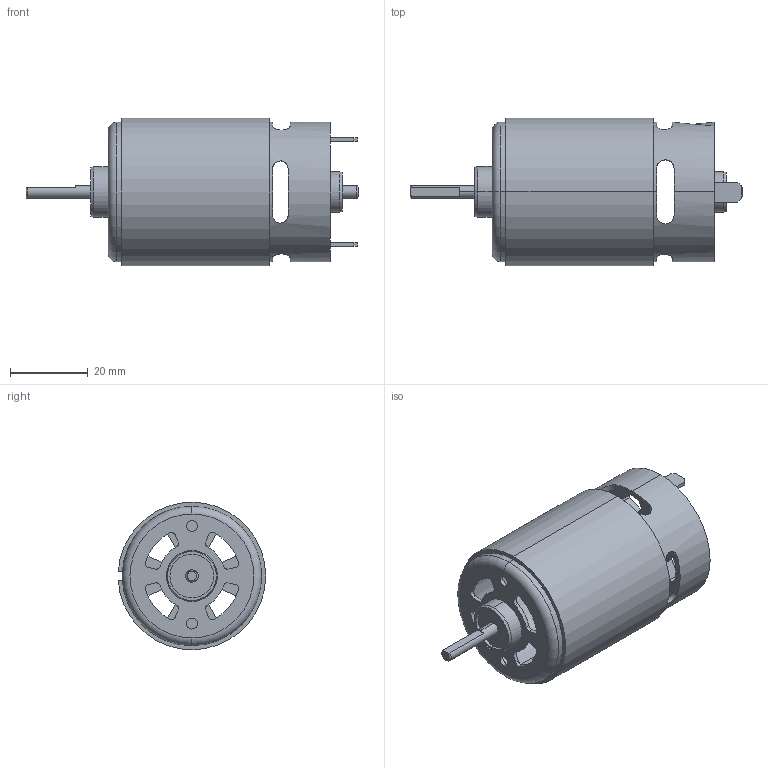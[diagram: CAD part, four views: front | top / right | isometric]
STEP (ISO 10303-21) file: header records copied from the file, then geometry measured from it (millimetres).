
FILE_DESCRIPTION (( 'STEP AP214' ), '1' );
FILE_NAME ('Titan.STEP', '2016-09-13T11:05:59', ( 'Evgeniy' ), ( '' ), 'SwSTEP 2.0', 'SolidWorks 2014', '' );
FILE_SCHEMA (( 'AUTOMOTIVE_DESIGN' ));
Length unit declared in the file: millimetre
Products named in the file (1): Titan
Bounding box: 85.5 x 37.96 x 38 mm (x, y, z)
Volume: 17091.1 mm3; surface area: 16357.2 mm2
Topology: 5 solids, 5 shells, 158 faces, 428 edges, 282 vertices
Faces by surface type: cylinder 90, plane 58, torus 6, cone 4
Entity records: 5699 total; most frequent: CARTESIAN_POINT 1367, DIRECTION 929, ORIENTED_EDGE 856, EDGE_CURVE 428, AXIS2_PLACEMENT_3D 364, VERTEX_POINT 282, CIRCLE 205, LINE 201
